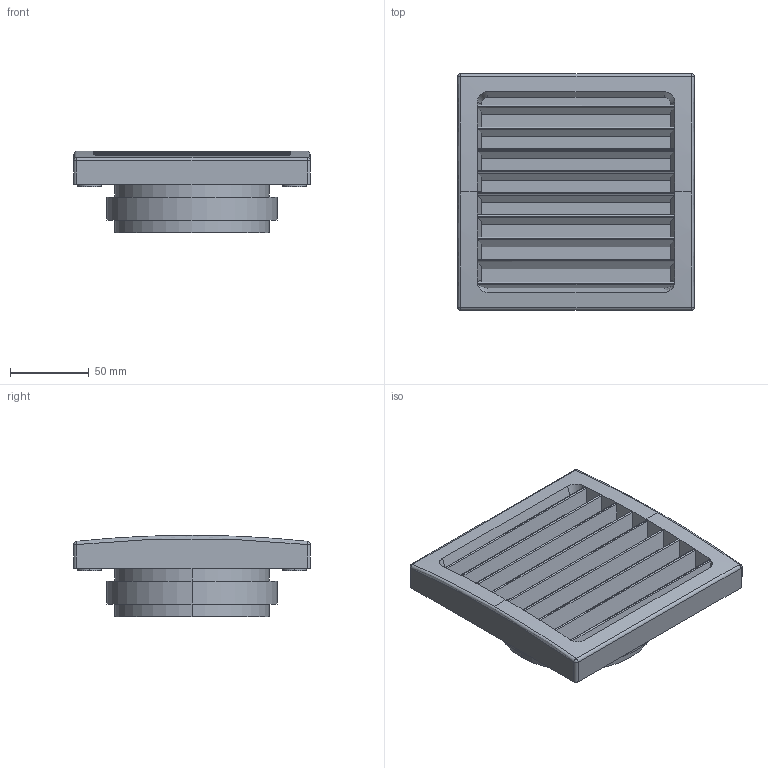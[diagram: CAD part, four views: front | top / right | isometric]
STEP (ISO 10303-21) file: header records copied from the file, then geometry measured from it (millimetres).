
FILE_DESCRIPTION (( 'STEP AP214' ), '1' );
FILE_NAME ('SG 100.STEP', '2020-06-03T08:31:52', ( '' ), ( '' ), 'SwSTEP 2.0', 'SolidWorks 2017', '' );
FILE_SCHEMA (( 'AUTOMOTIVE_DESIGN' ));
Length unit declared in the file: millimetre
Products named in the file (1): SG 100
Bounding box: 150 x 150 x 51.5 mm (x, y, z)
Volume: 266519.5 mm3; surface area: 120366.2 mm2
Topology: 1 solids, 1 shells, 172 faces, 421 edges, 261 vertices
Faces by surface type: cylinder 73, plane 68, cone 19, bspline 6, sphere 4, torus 2
Entity records: 6091 total; most frequent: CARTESIAN_POINT 2184, ORIENTED_EDGE 834, DIRECTION 762, EDGE_CURVE 417, AXIS2_PLACEMENT_3D 296, VERTEX_POINT 261, EDGE_LOOP 186, FACE_OUTER_BOUND 172
